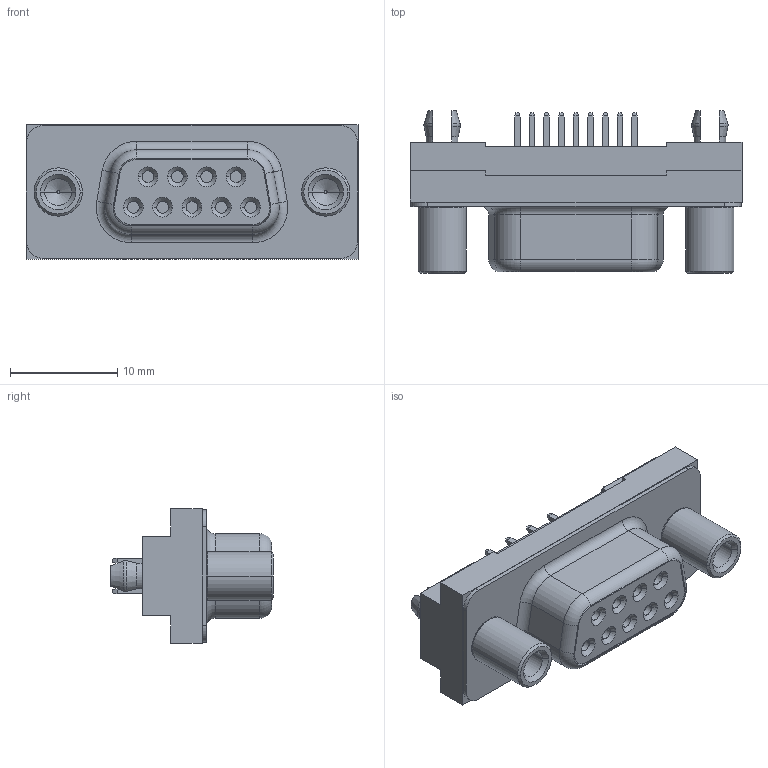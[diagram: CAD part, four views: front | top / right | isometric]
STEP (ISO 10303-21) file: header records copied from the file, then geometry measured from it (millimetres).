
FILE_DESCRIPTION((''),'2;1');
FILE_NAME('PLD09S24A6GV00LF','2014-08-01T',('mithunp'),('FCI - CDC Division'),'PRO/ENGINEER BY PARAMETRIC TECHNOLOGY CORPORATION, 2013150','PRO/ENGINEER BY PARAMETRIC TECHNOLOGY CORPORATION, 2013150','');
FILE_SCHEMA(('CONFIG_CONTROL_DESIGN'));
Length unit declared in the file: millimetre
Products named in the file (1): PLD09S24A6GV00LF
Bounding box: 31 x 15.2 x 12.55 mm (x, y, z)
Volume: 2529.8 mm3; surface area: 2730.5 mm2
Topology: 1 solids, 1 shells, 636 faces, 1778 edges, 1086 vertices
Faces by surface type: plane 448, cylinder 122, cone 46, torus 20
Entity records: 20746 total; most frequent: CARTESIAN_POINT 4150, ORIENTED_EDGE 3556, DIRECTION 3424, EDGE_CURVE 1778, VECTOR 1160, LINE 1160, AXIS2_PLACEMENT_3D 1132, VERTEX_POINT 1086
